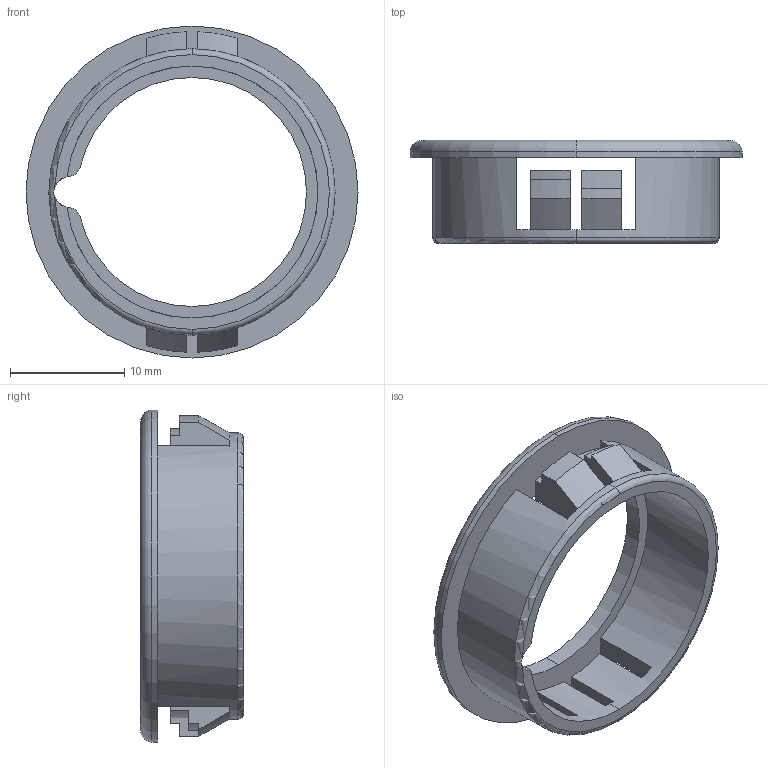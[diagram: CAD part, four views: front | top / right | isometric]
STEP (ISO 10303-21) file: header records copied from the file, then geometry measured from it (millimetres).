
FILE_DESCRIPTION (( 'STEP AP203' ), '1' );
FILE_NAME ('sone3D.STEP', '2015-05-29T05:45:29', ( '' ), ( '' ), 'SwSTEP 2.0', 'SolidWorks 2012', '' );
FILE_SCHEMA (( 'CONFIG_CONTROL_DESIGN' ));
Length unit declared in the file: millimetre
Products named in the file (1): sone3D
Bounding box: 29 x 9 x 29 mm (x, y, z)
Volume: 1265.7 mm3; surface area: 2083.1 mm2
Topology: 1 solids, 1 shells, 60 faces, 173 edges, 112 vertices
Faces by surface type: plane 30, cylinder 22, torus 4, cone 4
Entity records: 2108 total; most frequent: CARTESIAN_POINT 388, DIRECTION 365, ORIENTED_EDGE 346, EDGE_CURVE 173, AXIS2_PLACEMENT_3D 141, VERTEX_POINT 112, VECTOR 83, LINE 83
